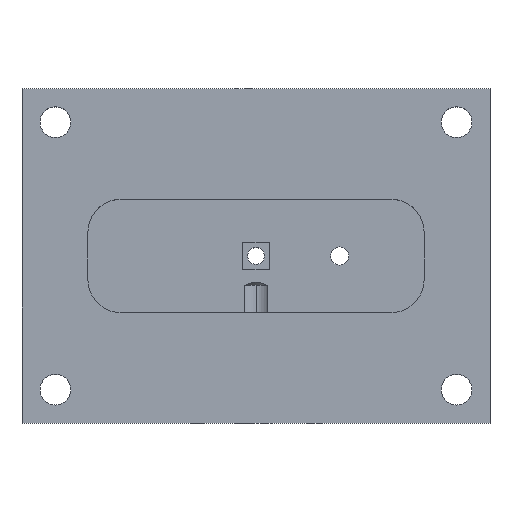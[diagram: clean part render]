
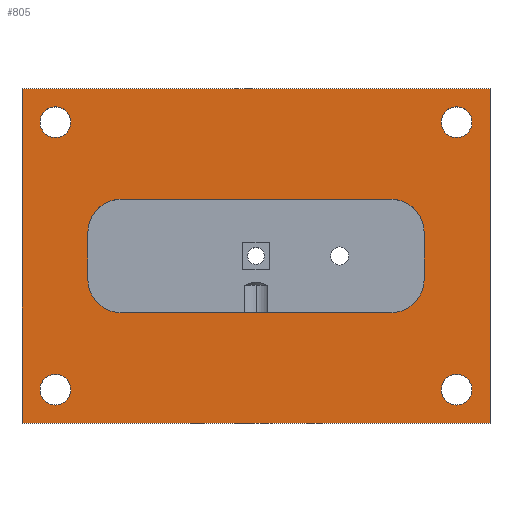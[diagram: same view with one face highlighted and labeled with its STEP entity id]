
A CAD part, top view. The second image highlights one B-rep face of the part: STEP entity #805.
In plain terms, the highlighted planar face has unit normal (0, 0, 1).
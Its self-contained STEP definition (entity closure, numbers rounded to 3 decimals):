
#14=DIRECTION('',(0.,1.,0.));
#15=VECTOR('',#14,63.5);
#16=CARTESIAN_POINT('',(44.45,-31.75,9.525));
#17=LINE('',#16,#15);
#98=DIRECTION('',(-1.,0.,0.));
#99=VECTOR('',#98,88.9);
#100=CARTESIAN_POINT('',(44.45,31.75,9.525));
#101=LINE('',#100,#99);
#106=CARTESIAN_POINT('',(-38.1,25.4,9.525));
#107=DIRECTION('',(0.,0.,1.));
#108=DIRECTION('',(-1.,0.,0.));
#109=AXIS2_PLACEMENT_3D('',#106,#107,#108);
#111=CARTESIAN_POINT('',(-38.1,25.4,9.525));
#112=DIRECTION('',(0.,0.,1.));
#113=DIRECTION('',(1.,0.,0.));
#114=AXIS2_PLACEMENT_3D('',#111,#112,#113);
#116=DIRECTION('',(0.,1.,0.));
#117=VECTOR('',#116,8.89);
#118=CARTESIAN_POINT('',(31.941,-4.445,9.525));
#119=LINE('',#118,#117);
#120=CARTESIAN_POINT('',(25.591,4.445,9.525));
#121=DIRECTION('',(0.,0.,1.));
#122=DIRECTION('',(1.,0.,0.));
#123=AXIS2_PLACEMENT_3D('',#120,#121,#122);
#125=DIRECTION('',(-1.,0.,0.));
#126=VECTOR('',#125,51.181);
#127=CARTESIAN_POINT('',(25.591,10.795,9.525));
#128=LINE('',#127,#126);
#129=CARTESIAN_POINT('',(-25.591,4.445,9.525));
#130=DIRECTION('',(0.,0.,1.));
#131=DIRECTION('',(0.,1.,0.));
#132=AXIS2_PLACEMENT_3D('',#129,#130,#131);
#134=DIRECTION('',(0.,-1.,0.));
#135=VECTOR('',#134,8.89);
#136=CARTESIAN_POINT('',(-31.941,4.445,9.525));
#137=LINE('',#136,#135);
#138=CARTESIAN_POINT('',(-25.591,-4.445,9.525));
#139=DIRECTION('',(0.,0.,1.));
#140=DIRECTION('',(-1.,0.,0.));
#141=AXIS2_PLACEMENT_3D('',#138,#139,#140);
#143=DIRECTION('',(1.,0.,0.));
#144=VECTOR('',#143,51.181);
#145=CARTESIAN_POINT('',(-25.591,-10.795,9.525));
#146=LINE('',#145,#144);
#147=CARTESIAN_POINT('',(25.591,-4.445,9.525));
#148=DIRECTION('',(0.,0.,1.));
#149=DIRECTION('',(0.,-1.,0.));
#150=AXIS2_PLACEMENT_3D('',#147,#148,#149);
#152=CARTESIAN_POINT('',(38.1,25.4,9.525));
#153=DIRECTION('',(0.,0.,1.));
#154=DIRECTION('',(-1.,0.,0.));
#155=AXIS2_PLACEMENT_3D('',#152,#153,#154);
#157=CARTESIAN_POINT('',(38.1,25.4,9.525));
#158=DIRECTION('',(0.,0.,1.));
#159=DIRECTION('',(1.,0.,0.));
#160=AXIS2_PLACEMENT_3D('',#157,#158,#159);
#162=CARTESIAN_POINT('',(-38.1,-25.4,9.525));
#163=DIRECTION('',(0.,0.,1.));
#164=DIRECTION('',(-1.,0.,0.));
#165=AXIS2_PLACEMENT_3D('',#162,#163,#164);
#167=CARTESIAN_POINT('',(-38.1,-25.4,9.525));
#168=DIRECTION('',(0.,0.,1.));
#169=DIRECTION('',(1.,0.,0.));
#170=AXIS2_PLACEMENT_3D('',#167,#168,#169);
#172=CARTESIAN_POINT('',(38.1,-25.4,9.525));
#173=DIRECTION('',(0.,0.,1.));
#174=DIRECTION('',(-1.,0.,0.));
#175=AXIS2_PLACEMENT_3D('',#172,#173,#174);
#177=CARTESIAN_POINT('',(38.1,-25.4,9.525));
#178=DIRECTION('',(0.,0.,1.));
#179=DIRECTION('',(1.,0.,0.));
#180=AXIS2_PLACEMENT_3D('',#177,#178,#179);
#182=DIRECTION('',(1.,0.,0.));
#183=VECTOR('',#182,88.9);
#184=CARTESIAN_POINT('',(-44.45,-31.75,9.525));
#185=LINE('',#184,#183);
#220=DIRECTION('',(0.,-1.,0.));
#221=VECTOR('',#220,63.5);
#222=CARTESIAN_POINT('',(-44.45,31.75,9.525));
#223=LINE('',#222,#221);
#524=CARTESIAN_POINT('',(44.45,-31.75,9.525));
#525=VERTEX_POINT('',#524);
#526=CARTESIAN_POINT('',(44.45,31.75,9.525));
#527=VERTEX_POINT('',#526);
#601=CARTESIAN_POINT('',(25.591,-10.795,9.525));
#602=VERTEX_POINT('',#601);
#603=CARTESIAN_POINT('',(-25.591,-10.795,9.525));
#604=VERTEX_POINT('',#603);
#605=CARTESIAN_POINT('',(31.941,-4.445,9.525));
#606=VERTEX_POINT('',#605);
#607=CARTESIAN_POINT('',(31.941,4.445,9.525));
#608=VERTEX_POINT('',#607);
#609=CARTESIAN_POINT('',(-44.45,-31.75,9.525));
#610=VERTEX_POINT('',#609);
#611=CARTESIAN_POINT('',(-44.45,31.75,9.525));
#612=VERTEX_POINT('',#611);
#613=CARTESIAN_POINT('',(-41.021,25.4,9.525));
#614=CARTESIAN_POINT('',(-35.179,25.4,9.525));
#615=VERTEX_POINT('',#613);
#616=VERTEX_POINT('',#614);
#617=CARTESIAN_POINT('',(25.591,10.795,9.525));
#618=VERTEX_POINT('',#617);
#619=CARTESIAN_POINT('',(-25.591,10.795,9.525));
#620=VERTEX_POINT('',#619);
#621=CARTESIAN_POINT('',(-31.941,4.445,9.525));
#622=VERTEX_POINT('',#621);
#623=CARTESIAN_POINT('',(-31.941,-4.445,9.525));
#624=VERTEX_POINT('',#623);
#625=CARTESIAN_POINT('',(35.179,25.4,9.525));
#626=CARTESIAN_POINT('',(41.021,25.4,9.525));
#627=VERTEX_POINT('',#625);
#628=VERTEX_POINT('',#626);
#629=CARTESIAN_POINT('',(-41.021,-25.4,9.525));
#630=CARTESIAN_POINT('',(-35.179,-25.4,9.525));
#631=VERTEX_POINT('',#629);
#632=VERTEX_POINT('',#630);
#633=CARTESIAN_POINT('',(35.179,-25.4,9.525));
#634=CARTESIAN_POINT('',(41.021,-25.4,9.525));
#635=VERTEX_POINT('',#633);
#636=VERTEX_POINT('',#634);
#750=CARTESIAN_POINT('',(0.,0.,9.525));
#751=DIRECTION('',(0.,0.,1.));
#752=DIRECTION('',(1.,0.,0.));
#753=AXIS2_PLACEMENT_3D('',#750,#751,#752);
#754=PLANE('',#753);
#755=ORIENTED_EDGE('',*,*,#678,.F.);
#757=ORIENTED_EDGE('',*,*,#756,.F.);
#759=ORIENTED_EDGE('',*,*,#758,.F.);
#760=ORIENTED_EDGE('',*,*,#743,.F.);
#761=EDGE_LOOP('',(#755,#757,#759,#760));
#762=FACE_OUTER_BOUND('',#761,.F.);
#764=ORIENTED_EDGE('',*,*,#763,.T.);
#766=ORIENTED_EDGE('',*,*,#765,.T.);
#767=EDGE_LOOP('',(#764,#766));
#768=FACE_BOUND('',#767,.F.);
#770=ORIENTED_EDGE('',*,*,#769,.T.);
#772=ORIENTED_EDGE('',*,*,#771,.T.);
#774=ORIENTED_EDGE('',*,*,#773,.T.);
#776=ORIENTED_EDGE('',*,*,#775,.T.);
#778=ORIENTED_EDGE('',*,*,#777,.T.);
#780=ORIENTED_EDGE('',*,*,#779,.T.);
#782=ORIENTED_EDGE('',*,*,#781,.T.);
#784=ORIENTED_EDGE('',*,*,#783,.T.);
#785=EDGE_LOOP('',(#770,#772,#774,#776,#778,#780,#782,#784));
#786=FACE_BOUND('',#785,.F.);
#788=ORIENTED_EDGE('',*,*,#787,.T.);
#790=ORIENTED_EDGE('',*,*,#789,.T.);
#791=EDGE_LOOP('',(#788,#790));
#792=FACE_BOUND('',#791,.F.);
#794=ORIENTED_EDGE('',*,*,#793,.T.);
#796=ORIENTED_EDGE('',*,*,#795,.T.);
#797=EDGE_LOOP('',(#794,#796));
#798=FACE_BOUND('',#797,.F.);
#800=ORIENTED_EDGE('',*,*,#799,.T.);
#802=ORIENTED_EDGE('',*,*,#801,.T.);
#803=EDGE_LOOP('',(#800,#802));
#804=FACE_BOUND('',#803,.F.);
#805=ADVANCED_FACE('',(#762,#768,#786,#792,#798,#804),#754,.T.);
#110=CIRCLE('',#109,2.921);
#115=CIRCLE('',#114,2.921);
#124=CIRCLE('',#123,6.35);
#133=CIRCLE('',#132,6.35);
#142=CIRCLE('',#141,6.35);
#151=CIRCLE('',#150,6.35);
#156=CIRCLE('',#155,2.921);
#161=CIRCLE('',#160,2.921);
#166=CIRCLE('',#165,2.921);
#171=CIRCLE('',#170,2.921);
#176=CIRCLE('',#175,2.921);
#181=CIRCLE('',#180,2.921);
#678=EDGE_CURVE('',#525,#527,#17,.T.);
#743=EDGE_CURVE('',#527,#612,#101,.T.);
#756=EDGE_CURVE('',#610,#525,#185,.T.);
#758=EDGE_CURVE('',#612,#610,#223,.T.);
#763=EDGE_CURVE('',#615,#616,#110,.T.);
#765=EDGE_CURVE('',#616,#615,#115,.T.);
#769=EDGE_CURVE('',#606,#608,#119,.T.);
#771=EDGE_CURVE('',#608,#618,#124,.T.);
#773=EDGE_CURVE('',#618,#620,#128,.T.);
#775=EDGE_CURVE('',#620,#622,#133,.T.);
#777=EDGE_CURVE('',#622,#624,#137,.T.);
#779=EDGE_CURVE('',#624,#604,#142,.T.);
#781=EDGE_CURVE('',#604,#602,#146,.T.);
#783=EDGE_CURVE('',#602,#606,#151,.T.);
#787=EDGE_CURVE('',#627,#628,#156,.T.);
#789=EDGE_CURVE('',#628,#627,#161,.T.);
#793=EDGE_CURVE('',#631,#632,#166,.T.);
#795=EDGE_CURVE('',#632,#631,#171,.T.);
#799=EDGE_CURVE('',#635,#636,#176,.T.);
#801=EDGE_CURVE('',#636,#635,#181,.T.);
